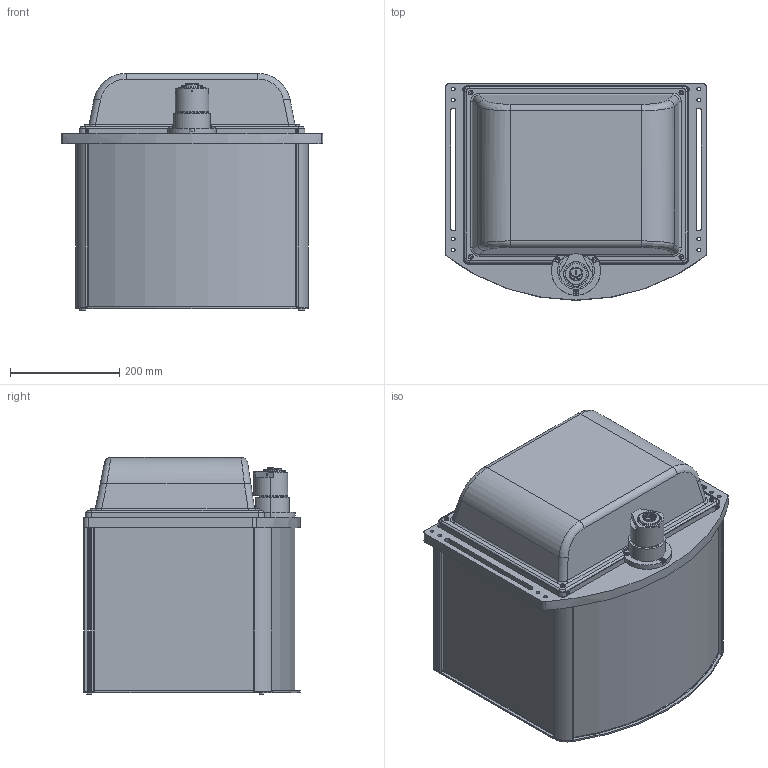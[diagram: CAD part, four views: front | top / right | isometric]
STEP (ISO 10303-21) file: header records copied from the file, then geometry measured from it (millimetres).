
FILE_DESCRIPTION (( 'STEP AP203' ), '1' );
FILE_NAME ('DP28595_TCCP23260.step', '2019-09-26T08:53:56', ( '' ), ( '' ), 'SwSTEP 2.0', 'SolidWorks 2018', '' );
FILE_SCHEMA (( 'CONFIG_CONTROL_DESIGN' ));
Length unit declared in the file: millimetre
Products named in the file (2): DP28595_TCCP23260
Bounding box: 480 x 396.7 x 434.5 mm (x, y, z)
Surface area: 1181643.3 mm2 (no closed solid volume)
Topology: 0 solids, 83 shells, 413 faces, 1649 edges, 1311 vertices
Faces by surface type: plane 197, cylinder 166, torus 24, cone 16, bspline 8, sphere 2
Entity records: 17890 total; most frequent: CARTESIAN_POINT 3876, DIRECTION 3064, ORIENTED_EDGE 2248, EDGE_CURVE 1649, VERTEX_POINT 1311, AXIS2_PLACEMENT_3D 1044, LINE 976, VECTOR 976
